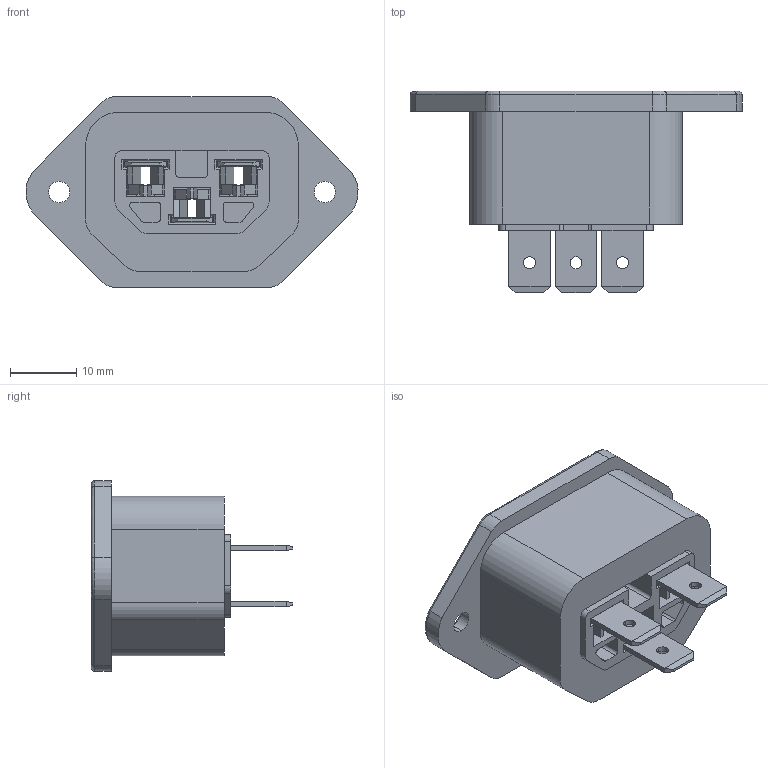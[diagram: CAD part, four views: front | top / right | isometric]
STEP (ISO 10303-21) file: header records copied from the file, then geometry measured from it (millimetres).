
FILE_DESCRIPTION (( 'STEP AP214' ), '1' );
FILE_NAME ('710W-00／03.STEP', '2022-10-12T01:33:51', ( '' ), ( '' ), 'SwSTEP 2.0', 'SolidWorks 2016', '' );
FILE_SCHEMA (( 'AUTOMOTIVE_DESIGN' ));
Length unit declared in the file: millimetre
Products named in the file (3): SS8BVDENEW-新版; 710W-00／03; SS8B-002-6.3
Assembly tree (4 placements, depth 2):
  710W-00／03
    SS8BVDENEW-新版
    SS8B-002-6.3  x3
Bounding box: 49.97 x 30.3 x 28.7 mm (x, y, z)
Volume: 8388.2 mm3; surface area: 10838.5 mm2
Topology: 7 solids, 7 shells, 387 faces, 1000 edges, 635 vertices
Faces by surface type: plane 287, cylinder 78, torus 18, cone 4
Entity records: 8821 total; most frequent: CARTESIAN_POINT 1523, ORIENTED_EDGE 1492, DIRECTION 1492, EDGE_CURVE 746, LINE 584, VECTOR 584, VERTEX_POINT 473, AXIS2_PLACEMENT_3D 454
